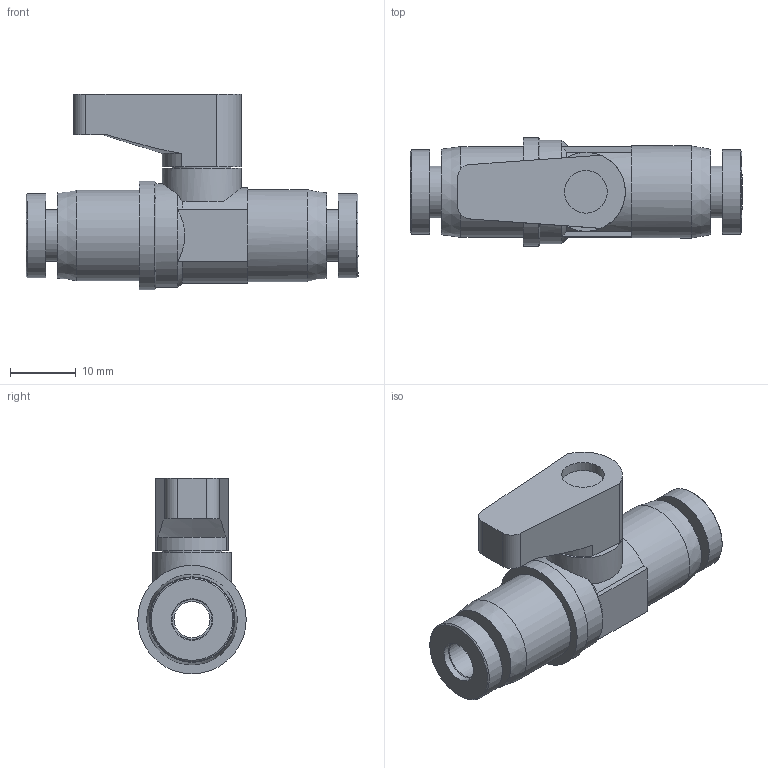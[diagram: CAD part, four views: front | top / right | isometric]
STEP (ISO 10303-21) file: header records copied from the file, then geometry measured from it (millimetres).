
FILE_DESCRIPTION(( 'MV.35V.06.06.STP' ), '1');
FILE_NAME( 'MV.35V.06.06.STP', '2018-10-05T10:48:31',( 'Sopra'),('sopra-pneumatic.com'), 'SwSTEP 2.0','SolidWorks 2009','' );
FILE_SCHEMA (('AUTOMOTIVE_DESIGN { 1 0 10303 214 1 1 1 1 }'));
Length unit declared in the file: millimetre
Products named in the file (7): Root; Druckring; ROTATIONSTEIL_3; Hebelgriff; 65603
Assembly tree (6 placements, depth 3):
  Root
    Druckring
      ROTATIONSTEIL_3
    Druckring
      ROTATIONSTEIL_3
    Hebelgriff
    65603
Bounding box: 50.5 x 16.5 x 29.75 mm (x, y, z)
Volume: 8653 mm3; surface area: 6075.6 mm2
Topology: 6 solids, 6 shells, 79 faces, 161 edges, 101 vertices
Faces by surface type: plane 40, cylinder 26, cone 13
Full cylindrical faces by diameter (mm): 5.5 x1, 6.1 x2, 6.3 x2, 6.5 x1, 7.9 x4, 8 x2, 9 x1, 12 x1, 12.8 x2, 13.8 x1, 14 x1, 15.8 x1, 16.5 x1
Entity records: 3810 total; most frequent: CARTESIAN_POINT 753, DIRECTION 390, PRESENTATION_STYLE_ASSIGNMENT 266, COLOUR_RGB 263, DRAUGHTING_PRE_DEFINED_CURVE_FONT 260, CURVE_STYLE 260, OVER_RIDING_STYLED_ITEM 260, ORIENTED_EDGE 260
